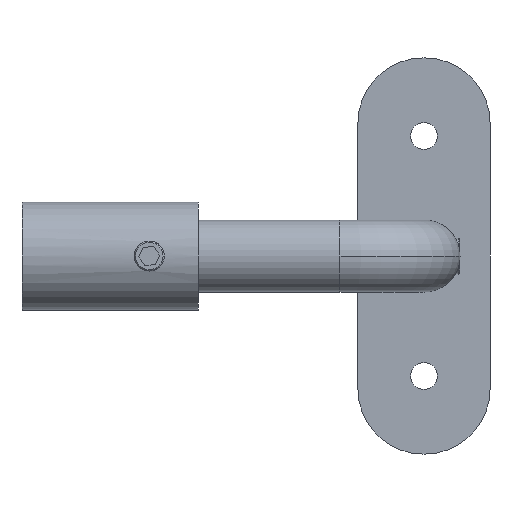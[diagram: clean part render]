
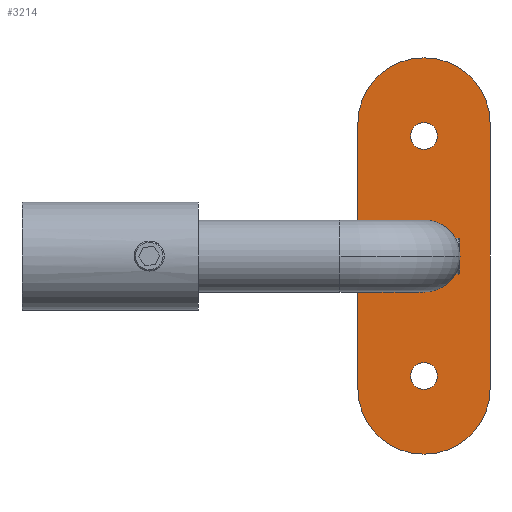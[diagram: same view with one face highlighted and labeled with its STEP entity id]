
A CAD part, front view. The second image highlights one B-rep face of the part: STEP entity #3214.
In plain terms, the highlighted planar face has unit normal (0, -1, 0).
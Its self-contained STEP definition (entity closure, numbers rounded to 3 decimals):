
#5 = EDGE_CURVE ( 'NONE', #1936, #479, #453, .T. ) ;
#29 = CIRCLE ( 'NONE', #3691, 2.25 ) ;
#86 = EDGE_CURVE ( 'NONE', #218, #3355, #29, .T. ) ;
#172 = EDGE_LOOP ( 'NONE', ( #4711, #3934 ) ) ;
#218 = VERTEX_POINT ( 'NONE', #2455 ) ;
#295 = CIRCLE ( 'NONE', #919, 10.8 ) ;
#307 = CARTESIAN_POINT ( 'NONE',  ( 67., 57.971, 0. ) ) ;
#398 = VERTEX_POINT ( 'NONE', #2174 ) ;
#437 = EDGE_CURVE ( 'NONE', #4511, #927, #3374, .T. ) ;
#449 = AXIS2_PLACEMENT_3D ( 'NONE', #307, #1787, #3255 ) ;
#453 = CIRCLE ( 'NONE', #4284, 10.8 ) ;
#479 = VERTEX_POINT ( 'NONE', #1437 ) ;
#487 = VERTEX_POINT ( 'NONE', #635 ) ;
#635 = CARTESIAN_POINT ( 'NONE',  ( 67., 57.971, 6. ) ) ;
#652 = DIRECTION ( 'NONE',  ( -1., 0., 0. ) ) ;
#676 = DIRECTION ( 'NONE',  ( 0., 1., 0. ) ) ;
#721 = FACE_OUTER_BOUND ( 'NONE', #2188, .T. ) ;
#764 = ORIENTED_EDGE ( 'NONE', *, *, #3844, .F. ) ;
#814 = CARTESIAN_POINT ( 'NONE',  ( 66.8, 57.971, 33. ) ) ;
#841 = CIRCLE ( 'NONE', #4290, 2.25 ) ;
#850 = DIRECTION ( 'NONE',  ( 0., 1., 0. ) ) ;
#852 = EDGE_CURVE ( 'NONE', #927, #4511, #841, .T. ) ;
#915 = ORIENTED_EDGE ( 'NONE', *, *, #2673, .F. ) ;
#919 = AXIS2_PLACEMENT_3D ( 'NONE', #2772, #956, #2419 ) ;
#925 = VERTEX_POINT ( 'NONE', #4639 ) ;
#927 = VERTEX_POINT ( 'NONE', #1340 ) ;
#955 = ORIENTED_EDGE ( 'NONE', *, *, #3113, .F. ) ;
#956 = DIRECTION ( 'NONE',  ( 0., 1., 0. ) ) ;
#959 = DIRECTION ( 'NONE',  ( 0., 0., 1. ) ) ;
#1011 = VECTOR ( 'NONE', #652, 1000. ) ;
#1114 = DIRECTION ( 'NONE',  ( 0., 1., 0. ) ) ;
#1121 = CARTESIAN_POINT ( 'NONE',  ( 67.2, 57.971, 22.2 ) ) ;
#1122 = EDGE_CURVE ( 'NONE', #398, #4609, #3748, .T. ) ;
#1261 = CARTESIAN_POINT ( 'NONE',  ( 78., 57.971, -22.2 ) ) ;
#1340 = CARTESIAN_POINT ( 'NONE',  ( 67., 57.971, 17.75 ) ) ;
#1434 = EDGE_LOOP ( 'NONE', ( #2040, #3469 ) ) ;
#1437 = CARTESIAN_POINT ( 'NONE',  ( 56., 57.971, -22.2 ) ) ;
#1441 = CARTESIAN_POINT ( 'NONE',  ( 67., 57.971, 20. ) ) ;
#1462 = AXIS2_PLACEMENT_3D ( 'NONE', #4368, #2170, #3987 ) ;
#1474 = PLANE ( 'NONE',  #1762 ) ;
#1544 = AXIS2_PLACEMENT_3D ( 'NONE', #3969, #2829, #2856 ) ;
#1627 = EDGE_CURVE ( 'NONE', #925, #3013, #4023, .T. ) ;
#1681 = DIRECTION ( 'NONE',  ( 0., 1., 0. ) ) ;
#1762 = AXIS2_PLACEMENT_3D ( 'NONE', #1121, #2570, #3641 ) ;
#1785 = CARTESIAN_POINT ( 'NONE',  ( 67., 57.971, 22.25 ) ) ;
#1787 = DIRECTION ( 'NONE',  ( 0., -1., 0. ) ) ;
#1807 = CARTESIAN_POINT ( 'NONE',  ( 78., 57.971, 22.2 ) ) ;
#1815 = AXIS2_PLACEMENT_3D ( 'NONE', #3076, #3763, #959 ) ;
#1863 = LINE ( 'NONE', #3332, #3510 ) ;
#1882 = VERTEX_POINT ( 'NONE', #814 ) ;
#1936 = VERTEX_POINT ( 'NONE', #4102 ) ;
#2040 = ORIENTED_EDGE ( 'NONE', *, *, #852, .T. ) ;
#2063 = AXIS2_PLACEMENT_3D ( 'NONE', #2669, #850, #2312 ) ;
#2170 = DIRECTION ( 'NONE',  ( 0., -1., 0. ) ) ;
#2174 = CARTESIAN_POINT ( 'NONE',  ( 78., 57.971, -22.2 ) ) ;
#2188 = EDGE_LOOP ( 'NONE', ( #3799, #955, #4095, #3673, #2381, #764, #3854, #915 ) ) ;
#2252 = CARTESIAN_POINT ( 'NONE',  ( 56., 57.971, -22.2 ) ) ;
#2312 = DIRECTION ( 'NONE',  ( 0., 0., 1. ) ) ;
#2317 = DIRECTION ( 'NONE',  ( 0., 0., 1. ) ) ;
#2381 = ORIENTED_EDGE ( 'NONE', *, *, #5, .F. ) ;
#2419 = DIRECTION ( 'NONE',  ( 0., 0., 1. ) ) ;
#2455 = CARTESIAN_POINT ( 'NONE',  ( 67., 57.971, -17.75 ) ) ;
#2457 = VECTOR ( 'NONE', #2317, 1000. ) ;
#2493 = VERTEX_POINT ( 'NONE', #2954 ) ;
#2525 = VECTOR ( 'NONE', #3839, 1000. ) ;
#2534 = CIRCLE ( 'NONE', #1462, 6. ) ;
#2546 = CARTESIAN_POINT ( 'NONE',  ( 67., 57.971, -22.25 ) ) ;
#2570 = DIRECTION ( 'NONE',  ( 0., 1., 0. ) ) ;
#2669 = CARTESIAN_POINT ( 'NONE',  ( 67., 57.971, -20. ) ) ;
#2673 = EDGE_CURVE ( 'NONE', #3013, #398, #4582, .T. ) ;
#2765 = AXIS2_PLACEMENT_3D ( 'NONE', #4081, #3695, #4712 ) ;
#2772 = CARTESIAN_POINT ( 'NONE',  ( 66.8, 57.971, 22.2 ) ) ;
#2829 = DIRECTION ( 'NONE',  ( 0., 1., 0. ) ) ;
#2856 = DIRECTION ( 'NONE',  ( 0., 0., 1. ) ) ;
#2938 = CARTESIAN_POINT ( 'NONE',  ( 66.8, 57.971, -22.2 ) ) ;
#2954 = CARTESIAN_POINT ( 'NONE',  ( 56., 57.971, 22.2 ) ) ;
#2955 = FACE_BOUND ( 'NONE', #1434, .T. ) ;
#2964 = DIRECTION ( 'NONE',  ( 1., 0., 0. ) ) ;
#3013 = VERTEX_POINT ( 'NONE', #1807 ) ;
#3076 = CARTESIAN_POINT ( 'NONE',  ( 67.2, 57.971, 22.2 ) ) ;
#3113 = EDGE_CURVE ( 'NONE', #1882, #925, #1863, .T. ) ;
#3186 = EDGE_CURVE ( 'NONE', #3355, #218, #3807, .T. ) ;
#3214 = ADVANCED_FACE ( 'NONE', ( #4726, #2955, #721, #3598 ), #1474, .F. ) ;
#3255 = DIRECTION ( 'NONE',  ( 0., 0., 1. ) ) ;
#3315 = EDGE_CURVE ( 'NONE', #487, #3340, #3586, .T. ) ;
#3332 = CARTESIAN_POINT ( 'NONE',  ( 66.8, 57.971, 33. ) ) ;
#3340 = VERTEX_POINT ( 'NONE', #3683 ) ;
#3355 = VERTEX_POINT ( 'NONE', #2546 ) ;
#3374 = CIRCLE ( 'NONE', #1544, 2.25 ) ;
#3398 = EDGE_CURVE ( 'NONE', #479, #2493, #3791, .T. ) ;
#3469 = ORIENTED_EDGE ( 'NONE', *, *, #437, .T. ) ;
#3502 = EDGE_LOOP ( 'NONE', ( #4130, #4298 ) ) ;
#3510 = VECTOR ( 'NONE', #2964, 1000. ) ;
#3586 = CIRCLE ( 'NONE', #449, 6. ) ;
#3598 = FACE_BOUND ( 'NONE', #172, .T. ) ;
#3641 = DIRECTION ( 'NONE',  ( 0., 0., 1. ) ) ;
#3673 = ORIENTED_EDGE ( 'NONE', *, *, #3398, .F. ) ;
#3683 = CARTESIAN_POINT ( 'NONE',  ( 67., 57.971, -6. ) ) ;
#3691 = AXIS2_PLACEMENT_3D ( 'NONE', #4681, #1681, #3879 ) ;
#3695 = DIRECTION ( 'NONE',  ( 0., 1., 0. ) ) ;
#3748 = CIRCLE ( 'NONE', #2765, 10.8 ) ;
#3763 = DIRECTION ( 'NONE',  ( 0., 1., 0. ) ) ;
#3768 = EDGE_CURVE ( 'NONE', #2493, #1882, #295, .T. ) ;
#3784 = EDGE_CURVE ( 'NONE', #3340, #487, #2534, .T. ) ;
#3791 = LINE ( 'NONE', #2252, #2457 ) ;
#3799 = ORIENTED_EDGE ( 'NONE', *, *, #1627, .F. ) ;
#3807 = CIRCLE ( 'NONE', #2063, 2.25 ) ;
#3839 = DIRECTION ( 'NONE',  ( 0., 0., -1. ) ) ;
#3844 = EDGE_CURVE ( 'NONE', #4609, #1936, #4387, .T. ) ;
#3854 = ORIENTED_EDGE ( 'NONE', *, *, #1122, .F. ) ;
#3879 = DIRECTION ( 'NONE',  ( 0., 0., 1. ) ) ;
#3934 = ORIENTED_EDGE ( 'NONE', *, *, #3784, .F. ) ;
#3969 = CARTESIAN_POINT ( 'NONE',  ( 67., 57.971, 20. ) ) ;
#3987 = DIRECTION ( 'NONE',  ( 0., 0., 1. ) ) ;
#4023 = CIRCLE ( 'NONE', #1815, 10.8 ) ;
#4081 = CARTESIAN_POINT ( 'NONE',  ( 67.2, 57.971, -22.2 ) ) ;
#4095 = ORIENTED_EDGE ( 'NONE', *, *, #3768, .F. ) ;
#4102 = CARTESIAN_POINT ( 'NONE',  ( 66.8, 57.971, -33. ) ) ;
#4115 = CARTESIAN_POINT ( 'NONE',  ( 67.2, 57.971, -33. ) ) ;
#4130 = ORIENTED_EDGE ( 'NONE', *, *, #3186, .T. ) ;
#4284 = AXIS2_PLACEMENT_3D ( 'NONE', #2938, #676, #4710 ) ;
#4290 = AXIS2_PLACEMENT_3D ( 'NONE', #1441, #1114, #4355 ) ;
#4298 = ORIENTED_EDGE ( 'NONE', *, *, #86, .T. ) ;
#4305 = CARTESIAN_POINT ( 'NONE',  ( 66.8, 57.971, -33. ) ) ;
#4355 = DIRECTION ( 'NONE',  ( 0., 0., 1. ) ) ;
#4368 = CARTESIAN_POINT ( 'NONE',  ( 67., 57.971, 0. ) ) ;
#4387 = LINE ( 'NONE', #4305, #1011 ) ;
#4511 = VERTEX_POINT ( 'NONE', #1785 ) ;
#4582 = LINE ( 'NONE', #1261, #2525 ) ;
#4609 = VERTEX_POINT ( 'NONE', #4115 ) ;
#4639 = CARTESIAN_POINT ( 'NONE',  ( 67.2, 57.971, 33. ) ) ;
#4681 = CARTESIAN_POINT ( 'NONE',  ( 67., 57.971, -20. ) ) ;
#4710 = DIRECTION ( 'NONE',  ( 0., 0., 1. ) ) ;
#4711 = ORIENTED_EDGE ( 'NONE', *, *, #3315, .F. ) ;
#4712 = DIRECTION ( 'NONE',  ( 0., 0., -1. ) ) ;
#4726 = FACE_BOUND ( 'NONE', #3502, .T. ) ;
